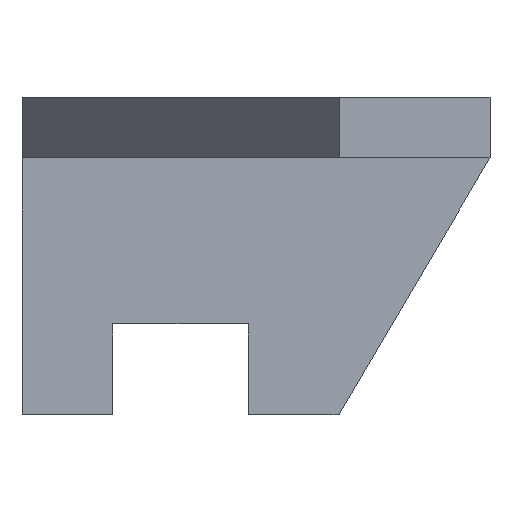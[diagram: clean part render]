
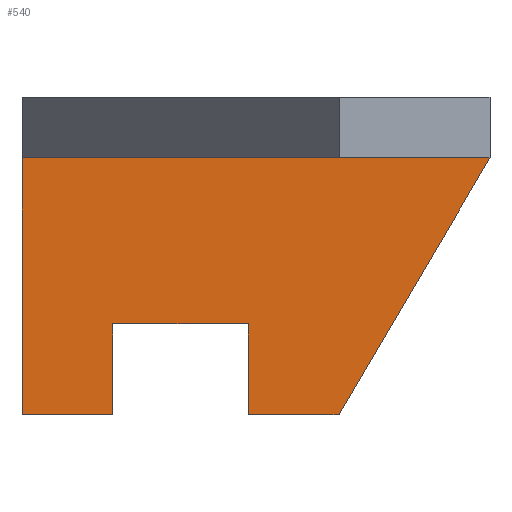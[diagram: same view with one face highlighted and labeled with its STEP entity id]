
A CAD part, front view. The second image highlights one B-rep face of the part: STEP entity #540.
In plain terms, the highlighted planar face has unit normal (0, -1, 0).
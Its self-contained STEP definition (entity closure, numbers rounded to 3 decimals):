
#35=PLANE('',#591);
#55=FACE_OUTER_BOUND('',#89,.T.);
#89=EDGE_LOOP('',(#415,#416,#417,#418,#419,#420,#421,#422));
#131=LINE('',#821,#188);
#135=LINE('',#829,#192);
#138=LINE('',#835,#195);
#141=LINE('',#841,#198);
#144=LINE('',#846,#201);
#145=LINE('',#848,#202);
#146=LINE('',#850,#203);
#147=LINE('',#851,#204);
#188=VECTOR('',#662,10.);
#192=VECTOR('',#668,10.);
#195=VECTOR('',#673,10.);
#198=VECTOR('',#678,10.);
#201=VECTOR('',#683,10.);
#202=VECTOR('',#684,10.);
#203=VECTOR('',#685,10.);
#204=VECTOR('',#686,10.);
#269=VERTEX_POINT('',#815);
#270=VERTEX_POINT('',#819);
#271=VERTEX_POINT('',#820);
#274=VERTEX_POINT('',#828);
#276=VERTEX_POINT('',#834);
#278=VERTEX_POINT('',#840);
#280=VERTEX_POINT('',#847);
#281=VERTEX_POINT('',#849);
#321=EDGE_CURVE('',#270,#271,#131,.T.);
#325=EDGE_CURVE('',#271,#274,#135,.T.);
#328=EDGE_CURVE('',#276,#270,#138,.T.);
#331=EDGE_CURVE('',#278,#269,#141,.T.);
#334=EDGE_CURVE('',#278,#274,#144,.T.);
#335=EDGE_CURVE('',#280,#269,#145,.T.);
#336=EDGE_CURVE('',#280,#281,#146,.T.);
#337=EDGE_CURVE('',#276,#281,#147,.T.);
#415=ORIENTED_EDGE('',*,*,#328,.T.);
#416=ORIENTED_EDGE('',*,*,#321,.T.);
#417=ORIENTED_EDGE('',*,*,#325,.T.);
#418=ORIENTED_EDGE('',*,*,#334,.F.);
#419=ORIENTED_EDGE('',*,*,#331,.T.);
#420=ORIENTED_EDGE('',*,*,#335,.F.);
#421=ORIENTED_EDGE('',*,*,#336,.T.);
#422=ORIENTED_EDGE('',*,*,#337,.F.);
#540=ADVANCED_FACE('',(#55),#35,.T.);
#591=AXIS2_PLACEMENT_3D('',#845,#681,#682);
#662=DIRECTION('',(1.,0.,0.));
#668=DIRECTION('',(0.,0.,-1.));
#673=DIRECTION('',(0.,0.,1.));
#678=DIRECTION('',(0.507,0.,0.862));
#681=DIRECTION('center_axis',(0.,-1.,0.));
#682=DIRECTION('ref_axis',(-1.,0.,0.));
#683=DIRECTION('',(-1.,0.,0.));
#684=DIRECTION('',(1.,0.,0.));
#685=DIRECTION('',(0.,0.,-1.));
#686=DIRECTION('',(-1.,0.,0.));
#815=CARTESIAN_POINT('',(62.,0.,0.));
#819=CARTESIAN_POINT('',(12.,0.,-22.));
#820=CARTESIAN_POINT('',(30.,0.,-22.));
#821=CARTESIAN_POINT('',(46.,0.,-22.));
#828=CARTESIAN_POINT('',(30.,0.,-34.));
#829=CARTESIAN_POINT('',(30.,0.,-17.));
#834=CARTESIAN_POINT('',(12.,0.,-34.));
#835=CARTESIAN_POINT('',(12.,0.,-11.));
#840=CARTESIAN_POINT('',(42.,0.,-34.));
#841=CARTESIAN_POINT('',(62.,0.,0.));
#845=CARTESIAN_POINT('Origin',(62.,0.,0.));
#846=CARTESIAN_POINT('',(0.,0.,-34.));
#847=CARTESIAN_POINT('',(0.,0.,0.));
#848=CARTESIAN_POINT('',(46.5,0.,0.));
#849=CARTESIAN_POINT('',(0.,0.,-34.));
#850=CARTESIAN_POINT('',(0.,0.,0.));
#851=CARTESIAN_POINT('',(0.,0.,-34.));
